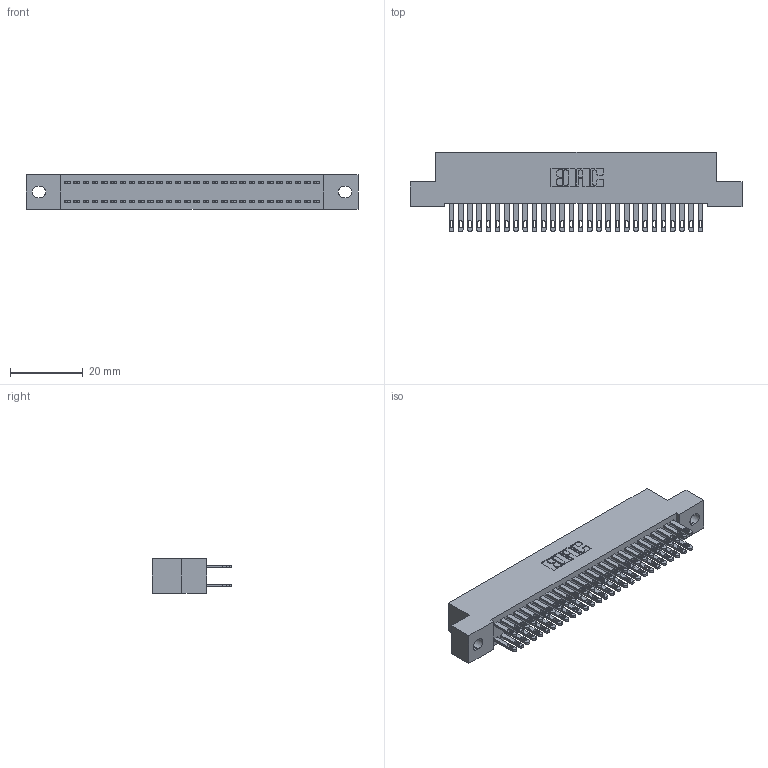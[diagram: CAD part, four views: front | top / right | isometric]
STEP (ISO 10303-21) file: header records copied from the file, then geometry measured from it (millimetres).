
FILE_DESCRIPTION (( 'STEP AP203' ), '1' );
FILE_NAME ('342-056-500-202.STEP', '2018-08-13T02:04:32', ( '' ), ( '' ), 'SwSTEP 2.0', 'SolidWorks 2016', '' );
FILE_SCHEMA (( 'CONFIG_CONTROL_DESIGN' ));
Length unit declared in the file: inch
Products named in the file (3): 342 Part_.128 Slot; 345-292-001_345-293-100; 342-056-500-202
Assembly tree (57 placements, depth 2):
  342-056-500-202
    342 Part_.128 Slot
    345-292-001_345-293-100  x56
Bounding box: 91.44 x 21.85 x 9.4 mm (x, y, z)
Volume: 8268.6 mm3; surface area: 13409.9 mm2
Topology: 57 solids, 57 shells, 2802 faces, 8543 edges, 5694 vertices
Faces by surface type: plane 1750, cylinder 1052
Entity records: 19757 total; most frequent: CARTESIAN_POINT 3290, ORIENTED_EDGE 3226, DIRECTION 2837, EDGE_CURVE 1613, VECTOR 1481, LINE 1481, VERTEX_POINT 1074, AXIS2_PLACEMENT_3D 678
